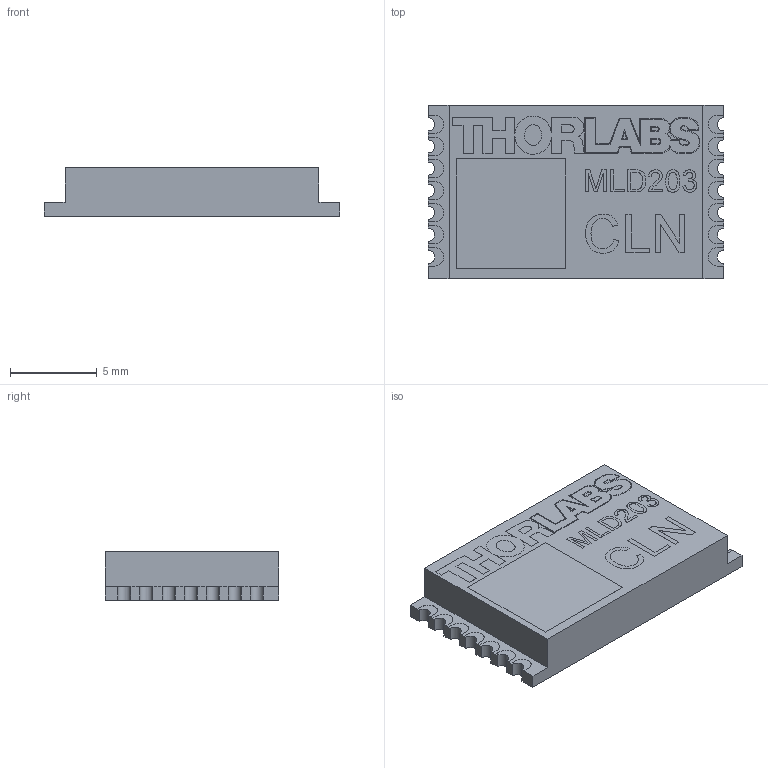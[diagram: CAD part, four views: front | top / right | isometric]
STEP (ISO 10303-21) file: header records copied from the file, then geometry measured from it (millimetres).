
FILE_DESCRIPTION (( 'STEP AP214' ), '1' );
FILE_NAME ('MTN006809-E0W.STEP', '2016-08-11T13:45:40', ( '' ), ( '' ), 'SwSTEP 2.0', 'SolidWorks 2016', '' );
FILE_SCHEMA (( 'AUTOMOTIVE_DESIGN' ));
Length unit declared in the file: millimetre
Products named in the file (1): MTN006809-E0W
Bounding box: 17 x 10 x 2.8 mm (x, y, z)
Volume: 425.6 mm3; surface area: 480.5 mm2
Topology: 1 solids, 1 shells, 639 faces, 1839 edges, 1226 vertices
Faces by surface type: plane 526, bspline 57, cylinder 56
Entity records: 30373 total; most frequent: CARTESIAN_POINT 7058, ORIENTED_EDGE 3678, DIRECTION 3003, EDGE_CURVE 1839, LINE 1613, VECTOR 1613, VERTEX_POINT 1226, AXIS2_PLACEMENT_3D 695
